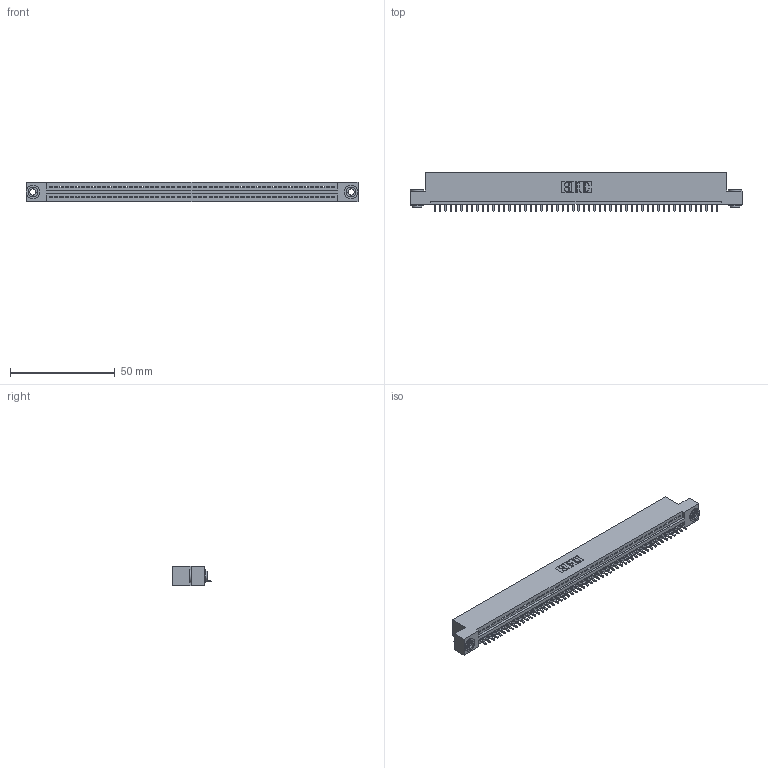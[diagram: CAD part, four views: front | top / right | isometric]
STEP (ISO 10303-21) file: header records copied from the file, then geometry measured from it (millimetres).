
FILE_DESCRIPTION (( 'STEP AP203' ), '1' );
FILE_NAME ('345-054-521-103.STEP', '2019-10-09T22:56:05', ( '' ), ( '' ), 'SwSTEP 2.0', 'SolidWorks 2016', '' );
FILE_SCHEMA (( 'CONFIG_CONTROL_DESIGN' ));
Length unit declared in the file: inch
Products named in the file (4): 345 Part_Flush Mounting Lugs - 0.156 Dia-TH; 345-292-001_345-293-121; 345-054-521-103; 345-250-002_345-250-002-102
Assembly tree (57 placements, depth 2):
  345-054-521-103
    345 Part_Flush Mounting Lugs - 0.156 Dia-TH
    345-292-001_345-293-121  x54
    345-250-002_345-250-002-102  x2
Bounding box: 158.37 x 18.72 x 9.4 mm (x, y, z)
Volume: 15006.1 mm3; surface area: 19718.5 mm2
Topology: 57 solids, 57 shells, 3296 faces, 9921 edges, 6538 vertices
Faces by surface type: plane 2250, cylinder 1038, cone 8
Entity records: 39694 total; most frequent: CARTESIAN_POINT 6853, ORIENTED_EDGE 6834, DIRECTION 5999, EDGE_CURVE 3417, VECTOR 3045, LINE 3045, VERTEX_POINT 2274, AXIS2_PLACEMENT_3D 1477
